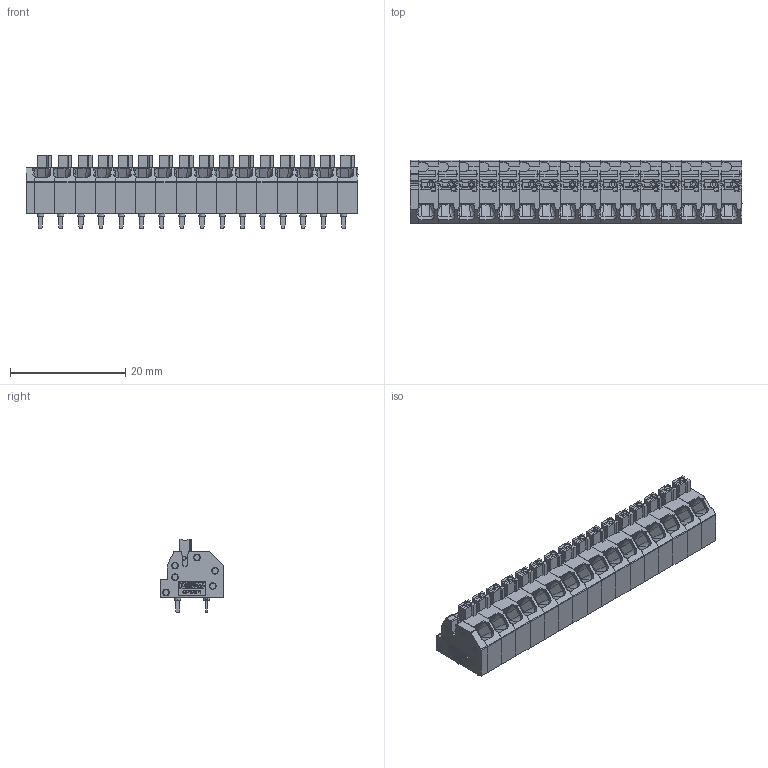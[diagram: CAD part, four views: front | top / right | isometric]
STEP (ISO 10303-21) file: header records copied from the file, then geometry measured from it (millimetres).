
FILE_DESCRIPTION(('Creo Elements/Direct Modeling STEP Export'),'2;1');
FILE_NAME('model.stp','2018-09-26T10:28:44',(''),(''),'Creo Elements/Direct Modeling STEP processor for AP214 (Solid Model)','Creo Elements/Direct Modeling 18.1I 14-Aug-2016 (C) Parametric Technology GmbH','');
FILE_SCHEMA(('AUTOMOTIVE_DESIGN { 1 0 10303 214 1 1 1 1 }'));
Length unit declared in the file: millimetre
Products named in the file (5): SPTAF_1-3.5_housing.13; SPTAF-0-DKL.1; Bohrloch.1.1.2; Bohrloch.2.2; SPTAF_1_3.5_EL
Assembly tree (49 placements, depth 2):
  SPTAF_1_3.5_EL
    Bohrloch.1.1.2  x16
    Bohrloch.2.2  x16
    SPTAF_1-3.5_housing.13  x16
    SPTAF-0-DKL.1
Bounding box: 57.5 x 11 x 12.8 mm (x, y, z)
Volume: 3929 mm3; surface area: 7540.8 mm2
Topology: 49 solids, 49 shells, 4226 faces, 11247 edges, 7287 vertices
Faces by surface type: plane 2246, cylinder 1396, torus 256, bspline 114, sphere 101, cone 80, extrusion 33
Entity records: 26236 total; most frequent: CARTESIAN_POINT 5477, ORIENTED_EDGE 3362, DIRECTION 2993, EDGE_CURVE 1681, VECTOR 1285, LINE 1252, VERTEX_POINT 1107, AXIS2_PLACEMENT_3D 854
